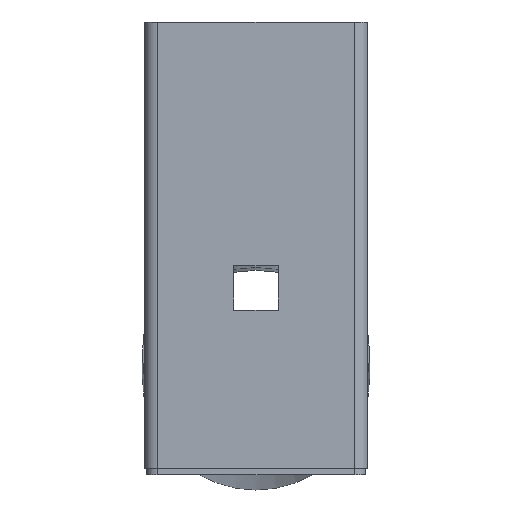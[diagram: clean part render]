
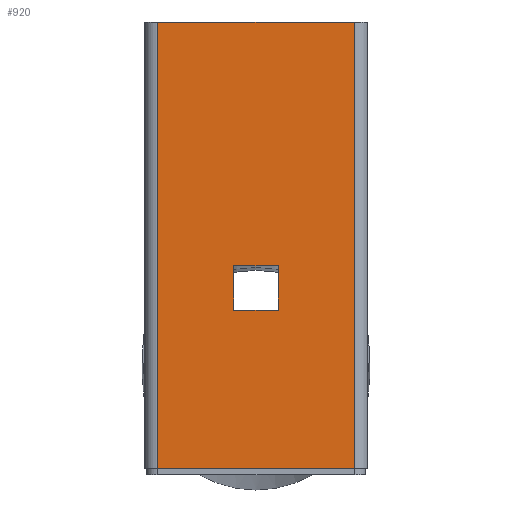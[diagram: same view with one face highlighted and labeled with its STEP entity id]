
A CAD part, front view. The second image highlights one B-rep face of the part: STEP entity #920.
In plain terms, the highlighted planar face has unit normal (0, -1, 0).
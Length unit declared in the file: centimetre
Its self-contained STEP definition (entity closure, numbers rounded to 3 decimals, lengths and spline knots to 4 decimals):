
#36=FACE_BOUND('',#192,.T.);
#131=FACE_OUTER_BOUND('',#191,.T.);
#191=EDGE_LOOP('',(#616,#617,#618,#619));
#192=EDGE_LOOP('',(#620,#621,#622,#623));
#286=VERTEX_POINT('',#1865);
#289=VERTEX_POINT('',#1870);
#290=VERTEX_POINT('',#1874);
#291=VERTEX_POINT('',#1876);
#292=VERTEX_POINT('',#1879);
#293=VERTEX_POINT('',#1880);
#294=VERTEX_POINT('',#1882);
#295=VERTEX_POINT('',#1884);
#415=EDGE_CURVE('',#289,#286,#1013,.T.);
#416=EDGE_CURVE('',#290,#286,#1014,.T.);
#417=EDGE_CURVE('',#291,#289,#1015,.T.);
#418=EDGE_CURVE('',#290,#291,#1016,.T.);
#419=EDGE_CURVE('',#292,#293,#1017,.T.);
#420=EDGE_CURVE('',#293,#294,#1018,.T.);
#421=EDGE_CURVE('',#294,#295,#1019,.T.);
#422=EDGE_CURVE('',#295,#292,#1020,.T.);
#616=ORIENTED_EDGE('',*,*,#416,.T.);
#617=ORIENTED_EDGE('',*,*,#415,.F.);
#618=ORIENTED_EDGE('',*,*,#417,.F.);
#619=ORIENTED_EDGE('',*,*,#418,.F.);
#620=ORIENTED_EDGE('',*,*,#419,.T.);
#621=ORIENTED_EDGE('',*,*,#420,.T.);
#622=ORIENTED_EDGE('',*,*,#421,.T.);
#623=ORIENTED_EDGE('',*,*,#422,.T.);
#875=PLANE('',#1244);
#920=ADVANCED_FACE('',(#131,#36),#875,.T.);
#1013=LINE('',#1872,#1130);
#1014=LINE('',#1875,#1131);
#1015=LINE('',#1877,#1132);
#1016=LINE('',#1878,#1133);
#1017=LINE('',#1881,#1134);
#1018=LINE('',#1883,#1135);
#1019=LINE('',#1885,#1136);
#1020=LINE('',#1886,#1137);
#1130=VECTOR('',#1428,1.);
#1131=VECTOR('',#1431,1.);
#1132=VECTOR('',#1432,1.);
#1133=VECTOR('',#1433,1.);
#1134=VECTOR('',#1434,1.);
#1135=VECTOR('',#1435,1.);
#1136=VECTOR('',#1436,1.);
#1137=VECTOR('',#1437,1.);
#1244=AXIS2_PLACEMENT_3D('',#1873,#1429,#1430);
#1428=DIRECTION('',(0.,0.,-1.));
#1429=DIRECTION('center_axis',(0.,-1.,0.));
#1430=DIRECTION('ref_axis',(0.,0.,-1.));
#1431=DIRECTION('',(1.,0.,0.));
#1432=DIRECTION('',(1.,0.,0.));
#1433=DIRECTION('',(0.,0.,1.));
#1434=DIRECTION('',(-1.,0.,0.));
#1435=DIRECTION('',(0.,0.,1.));
#1436=DIRECTION('',(1.,0.,0.));
#1437=DIRECTION('',(0.,0.,-1.));
#1865=CARTESIAN_POINT('',(44.,-50.,0.));
#1870=CARTESIAN_POINT('',(44.,-50.,200.));
#1872=CARTESIAN_POINT('',(44.,-50.,70.6904));
#1873=CARTESIAN_POINT('Origin',(0.,-50.,-5.8096));
#1874=CARTESIAN_POINT('',(-44.,-50.,0.));
#1875=CARTESIAN_POINT('',(-22.,-50.,0.));
#1876=CARTESIAN_POINT('',(-44.,-50.,200.));
#1877=CARTESIAN_POINT('',(-44.,-50.,200.));
#1878=CARTESIAN_POINT('',(-44.,-50.,195.6904));
#1879=CARTESIAN_POINT('',(10.,-50.,70.8204));
#1880=CARTESIAN_POINT('',(-10.,-50.,70.8204));
#1881=CARTESIAN_POINT('',(0.,-50.,70.8204));
#1882=CARTESIAN_POINT('',(-10.,-50.,90.8204));
#1883=CARTESIAN_POINT('',(-10.,-50.,37.5054));
#1884=CARTESIAN_POINT('',(10.,-50.,90.8204));
#1885=CARTESIAN_POINT('',(0.,-50.,90.8204));
#1886=CARTESIAN_POINT('',(10.,-50.,37.5054));
